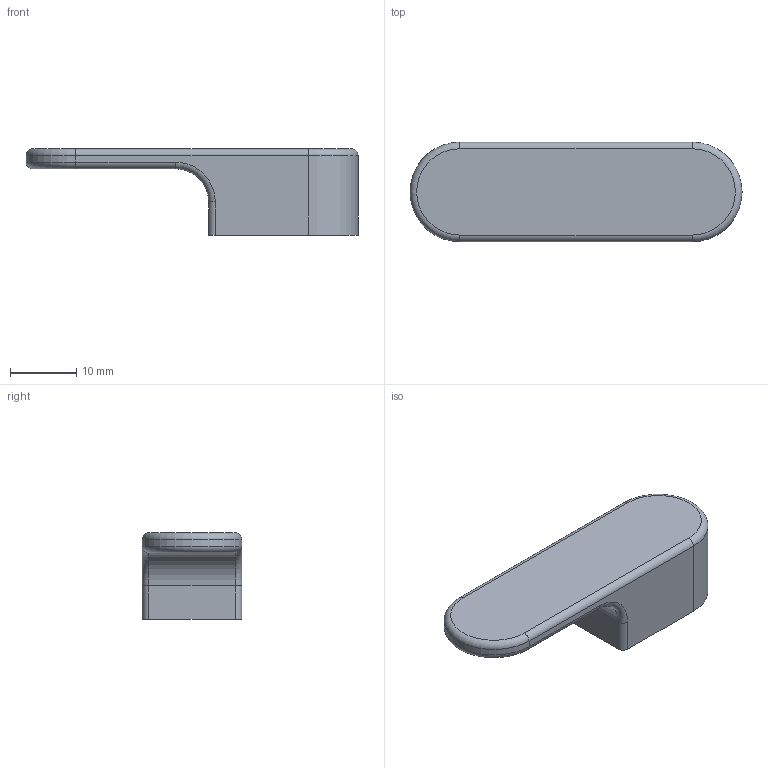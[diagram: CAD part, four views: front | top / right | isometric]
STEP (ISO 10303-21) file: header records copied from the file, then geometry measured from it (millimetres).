
FILE_DESCRIPTION(/* description */ (''),/* implementation_level */ '2;1');
FILE_NAME(/* name */ 'BambuHandle.step',/* time_stamp */ '2024-07-30T20:06:00-05:00',/* author */ (''),/* organization */ (''),/* preprocessor_version */ 'ST-DEVELOPER v20',/* originating_system */ 'Autodesk Translation Framework v13.14.0.145',/* authorisation */ '');
FILE_SCHEMA (('AUTOMOTIVE_DESIGN { 1 0 10303 214 3 1 1 }'));
Length unit declared in the file: millimetre
Products named in the file (1): BambuHandle
Bounding box: 50 x 15 x 13 mm (x, y, z)
Volume: 4650.4 mm3; surface area: 2525.8 mm2
Topology: 1 solids, 1 shells, 45 faces, 96 edges, 56 vertices
Faces by surface type: cylinder 20, plane 12, torus 9, cone 2, bspline 2
Full cylindrical faces by diameter (mm): 1.7 x2
Entity records: 1252 total; most frequent: DIRECTION 237, CARTESIAN_POINT 214, ORIENTED_EDGE 192, AXIS2_PLACEMENT_3D 97, EDGE_CURVE 96, VERTEX_POINT 56, CIRCLE 53, EDGE_LOOP 48
